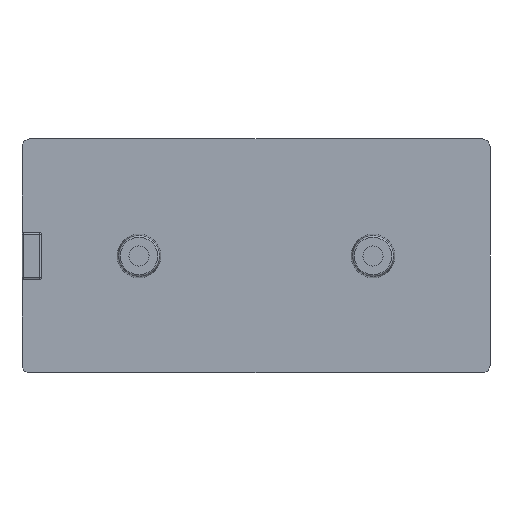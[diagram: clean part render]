
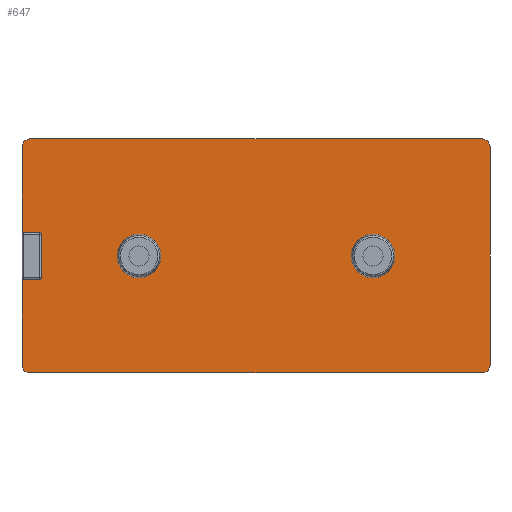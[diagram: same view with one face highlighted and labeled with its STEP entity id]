
A CAD part, front view. The second image highlights one B-rep face of the part: STEP entity #647.
In plain terms, the highlighted planar face has unit normal (0, -1, 0).
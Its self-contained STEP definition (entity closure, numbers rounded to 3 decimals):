
#63=LINE('',#1095,#100);
#67=LINE('',#1250,#104);
#70=LINE('',#1254,#107);
#72=LINE('',#1257,#109);
#74=LINE('',#1260,#111);
#75=LINE('',#1261,#112);
#76=LINE('',#1267,#113);
#77=LINE('',#1270,#114);
#100=VECTOR('',#878,10.);
#104=VECTOR('',#916,10.);
#107=VECTOR('',#921,10.);
#109=VECTOR('',#925,10.);
#111=VECTOR('',#929,10.);
#112=VECTOR('',#930,10.);
#113=VECTOR('',#937,10.);
#114=VECTOR('',#940,10.);
#130=FACE_BOUND('',#212,.T.);
#131=FACE_BOUND('',#213,.T.);
#138=PLANE('',#754);
#169=FACE_OUTER_BOUND('',#211,.T.);
#211=EDGE_LOOP('',(#528,#529,#530,#531,#532,#533,#534,#535,#536,#537,#538,
#539,#540,#541,#542,#543));
#212=EDGE_LOOP('',(#544,#545));
#213=EDGE_LOOP('',(#546,#547));
#250=CIRCLE('',#731,0.2);
#251=CIRCLE('',#734,0.2);
#252=CIRCLE('',#739,1.);
#253=CIRCLE('',#742,1.);
#254=CIRCLE('',#745,1.);
#255=CIRCLE('',#748,1.);
#256=CIRCLE('',#755,0.2);
#257=CIRCLE('',#756,0.2);
#258=CIRCLE('',#757,2.447);
#259=CIRCLE('',#758,2.447);
#260=CIRCLE('',#759,2.447);
#261=CIRCLE('',#760,2.447);
#298=VERTEX_POINT('',#1087);
#299=VERTEX_POINT('',#1089);
#300=VERTEX_POINT('',#1093);
#301=VERTEX_POINT('',#1097);
#302=VERTEX_POINT('',#1101);
#303=VERTEX_POINT('',#1135);
#305=VERTEX_POINT('',#1138);
#306=VERTEX_POINT('',#1171);
#308=VERTEX_POINT('',#1174);
#309=VERTEX_POINT('',#1207);
#311=VERTEX_POINT('',#1210);
#312=VERTEX_POINT('',#1243);
#314=VERTEX_POINT('',#1246);
#315=VERTEX_POINT('',#1264);
#316=VERTEX_POINT('',#1266);
#317=VERTEX_POINT('',#1268);
#318=VERTEX_POINT('',#1271);
#319=VERTEX_POINT('',#1272);
#320=VERTEX_POINT('',#1275);
#321=VERTEX_POINT('',#1276);
#368=EDGE_CURVE('',#298,#299,#250,.F.);
#371=EDGE_CURVE('',#298,#300,#63,.T.);
#373=EDGE_CURVE('',#301,#300,#251,.F.);
#378=EDGE_CURVE('',#305,#303,#252,.T.);
#381=EDGE_CURVE('',#308,#306,#253,.T.);
#384=EDGE_CURVE('',#311,#309,#254,.T.);
#387=EDGE_CURVE('',#314,#312,#255,.T.);
#388=EDGE_CURVE('',#314,#303,#67,.T.);
#391=EDGE_CURVE('',#312,#311,#70,.T.);
#393=EDGE_CURVE('',#308,#309,#72,.T.);
#395=EDGE_CURVE('',#301,#306,#74,.T.);
#396=EDGE_CURVE('',#305,#302,#75,.T.);
#397=EDGE_CURVE('',#315,#302,#256,.F.);
#398=EDGE_CURVE('',#315,#316,#76,.T.);
#399=EDGE_CURVE('',#317,#316,#257,.F.);
#400=EDGE_CURVE('',#317,#299,#77,.T.);
#401=EDGE_CURVE('',#318,#319,#258,.T.);
#402=EDGE_CURVE('',#319,#318,#259,.T.);
#403=EDGE_CURVE('',#320,#321,#260,.T.);
#404=EDGE_CURVE('',#321,#320,#261,.T.);
#528=ORIENTED_EDGE('',*,*,#384,.F.);
#529=ORIENTED_EDGE('',*,*,#391,.F.);
#530=ORIENTED_EDGE('',*,*,#387,.F.);
#531=ORIENTED_EDGE('',*,*,#388,.T.);
#532=ORIENTED_EDGE('',*,*,#378,.F.);
#533=ORIENTED_EDGE('',*,*,#396,.T.);
#534=ORIENTED_EDGE('',*,*,#397,.F.);
#535=ORIENTED_EDGE('',*,*,#398,.T.);
#536=ORIENTED_EDGE('',*,*,#399,.F.);
#537=ORIENTED_EDGE('',*,*,#400,.T.);
#538=ORIENTED_EDGE('',*,*,#368,.F.);
#539=ORIENTED_EDGE('',*,*,#371,.T.);
#540=ORIENTED_EDGE('',*,*,#373,.F.);
#541=ORIENTED_EDGE('',*,*,#395,.T.);
#542=ORIENTED_EDGE('',*,*,#381,.F.);
#543=ORIENTED_EDGE('',*,*,#393,.T.);
#544=ORIENTED_EDGE('',*,*,#401,.T.);
#545=ORIENTED_EDGE('',*,*,#402,.T.);
#546=ORIENTED_EDGE('',*,*,#403,.T.);
#547=ORIENTED_EDGE('',*,*,#404,.T.);
#647=ADVANCED_FACE('',(#169,#130,#131),#138,.T.);
#731=AXIS2_PLACEMENT_3D('',#1090,#872,#873);
#734=AXIS2_PLACEMENT_3D('',#1099,#882,#883);
#739=AXIS2_PLACEMENT_3D('',#1140,#894,#895);
#742=AXIS2_PLACEMENT_3D('',#1176,#900,#901);
#745=AXIS2_PLACEMENT_3D('',#1212,#906,#907);
#748=AXIS2_PLACEMENT_3D('',#1248,#912,#913);
#754=AXIS2_PLACEMENT_3D('',#1263,#933,#934);
#755=AXIS2_PLACEMENT_3D('',#1265,#935,#936);
#756=AXIS2_PLACEMENT_3D('',#1269,#938,#939);
#757=AXIS2_PLACEMENT_3D('',#1273,#941,#942);
#758=AXIS2_PLACEMENT_3D('',#1274,#943,#944);
#759=AXIS2_PLACEMENT_3D('',#1277,#945,#946);
#760=AXIS2_PLACEMENT_3D('',#1278,#947,#948);
#872=DIRECTION('center_axis',(0.,1.,0.));
#873=DIRECTION('ref_axis',(0.707,0.,-0.707));
#878=DIRECTION('',(-1.,0.,0.));
#882=DIRECTION('center_axis',(0.,1.,0.));
#883=DIRECTION('ref_axis',(-0.707,0.,-0.707));
#894=DIRECTION('center_axis',(0.,1.,0.));
#895=DIRECTION('ref_axis',(-0.707,0.,0.707));
#900=DIRECTION('center_axis',(0.,1.,0.));
#901=DIRECTION('ref_axis',(-0.707,0.,-0.707));
#906=DIRECTION('center_axis',(0.,1.,0.));
#907=DIRECTION('ref_axis',(0.707,0.,-0.707));
#912=DIRECTION('center_axis',(0.,1.,0.));
#913=DIRECTION('ref_axis',(0.707,0.,0.707));
#916=DIRECTION('',(-1.,0.,0.));
#921=DIRECTION('',(0.,0.,-1.));
#925=DIRECTION('',(1.,0.,0.));
#929=DIRECTION('',(0.,0.,-1.));
#930=DIRECTION('',(0.,0.,-1.));
#933=DIRECTION('center_axis',(0.,-1.,0.));
#934=DIRECTION('ref_axis',(0.,0.,-1.));
#935=DIRECTION('center_axis',(0.,1.,0.));
#936=DIRECTION('ref_axis',(-0.707,0.,0.707));
#937=DIRECTION('',(1.,0.,0.));
#938=DIRECTION('center_axis',(0.,1.,0.));
#939=DIRECTION('ref_axis',(0.707,0.,0.707));
#940=DIRECTION('',(0.,0.,-1.));
#941=DIRECTION('center_axis',(0.,1.,0.));
#942=DIRECTION('ref_axis',(0.,0.,-1.));
#943=DIRECTION('center_axis',(0.,1.,0.));
#944=DIRECTION('ref_axis',(0.,0.,-1.));
#945=DIRECTION('center_axis',(0.,1.,0.));
#946=DIRECTION('ref_axis',(0.,0.,1.));
#947=DIRECTION('center_axis',(0.,1.,0.));
#948=DIRECTION('ref_axis',(0.,0.,1.));
#1087=CARTESIAN_POINT('',(-42.7,0.,-3.));
#1089=CARTESIAN_POINT('',(-42.5,0.,-2.8));
#1090=CARTESIAN_POINT('Origin',(-42.7,0.,-2.8));
#1093=CARTESIAN_POINT('',(-44.8,0.,-3.));
#1095=CARTESIAN_POINT('',(-13.75,0.,-3.));
#1097=CARTESIAN_POINT('',(-45.,0.,-2.8));
#1099=CARTESIAN_POINT('Origin',(-44.8,0.,-2.8));
#1101=CARTESIAN_POINT('',(-45.,0.,2.8));
#1135=CARTESIAN_POINT('',(-44.,0.,15.));
#1138=CARTESIAN_POINT('',(-45.,0.,14.));
#1140=CARTESIAN_POINT('Origin',(-44.,0.,14.));
#1171=CARTESIAN_POINT('',(-45.,0.,-14.));
#1174=CARTESIAN_POINT('',(-44.,0.,-15.));
#1176=CARTESIAN_POINT('Origin',(-44.,0.,-14.));
#1207=CARTESIAN_POINT('',(14.,0.,-15.));
#1210=CARTESIAN_POINT('',(15.,0.,-14.));
#1212=CARTESIAN_POINT('Origin',(14.,0.,-14.));
#1243=CARTESIAN_POINT('',(15.,0.,14.));
#1246=CARTESIAN_POINT('',(14.,0.,15.));
#1248=CARTESIAN_POINT('Origin',(14.,0.,14.));
#1250=CARTESIAN_POINT('',(15.,0.,15.));
#1254=CARTESIAN_POINT('',(15.,0.,0.));
#1257=CARTESIAN_POINT('',(15.,0.,-15.));
#1260=CARTESIAN_POINT('',(-45.,0.,0.));
#1261=CARTESIAN_POINT('',(-45.,0.,0.));
#1263=CARTESIAN_POINT('Origin',(15.,0.,0.));
#1264=CARTESIAN_POINT('',(-44.8,0.,3.));
#1265=CARTESIAN_POINT('Origin',(-44.8,0.,2.8));
#1266=CARTESIAN_POINT('',(-42.7,0.,3.));
#1267=CARTESIAN_POINT('',(-15.,0.,3.));
#1268=CARTESIAN_POINT('',(-42.5,0.,2.8));
#1269=CARTESIAN_POINT('Origin',(-42.7,0.,2.8));
#1270=CARTESIAN_POINT('',(-42.5,0.,1.5));
#1271=CARTESIAN_POINT('',(-30.,0.,-2.447));
#1272=CARTESIAN_POINT('',(-30.,0.,2.447));
#1273=CARTESIAN_POINT('Origin',(-30.,0.,0.));
#1274=CARTESIAN_POINT('Origin',(-30.,0.,0.));
#1275=CARTESIAN_POINT('',(0.,0.,2.447));
#1276=CARTESIAN_POINT('',(0.,0.,-2.447));
#1277=CARTESIAN_POINT('Origin',(0.,0.,0.));
#1278=CARTESIAN_POINT('Origin',(0.,0.,0.));
